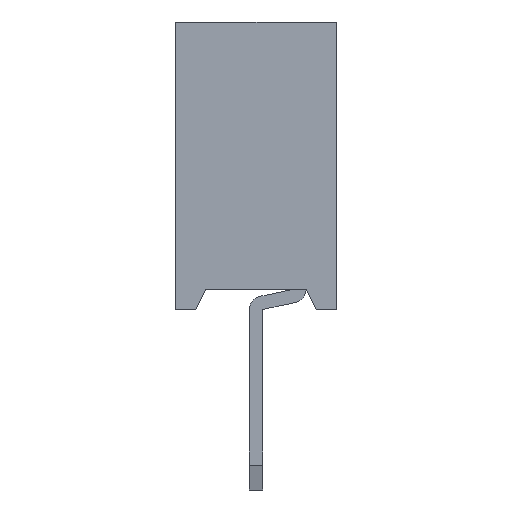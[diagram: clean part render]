
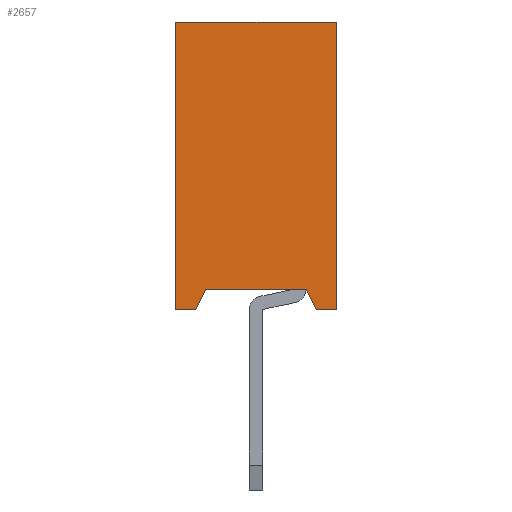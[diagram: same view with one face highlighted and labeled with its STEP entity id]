
A CAD part, left-side view. The second image highlights one B-rep face of the part: STEP entity #2657.
In plain terms, the highlighted planar face has unit normal (-1, 0, 0).
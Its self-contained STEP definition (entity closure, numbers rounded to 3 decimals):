
#2657=ADVANCED_FACE('',(#17902),#17904,.T.);
#17902=FACE_BOUND('',#17903,.T.);
#17903=EDGE_LOOP('',(#29303,#29304,#29305,#29306,#29307,#29308,#29309,#29310));
#17904=PLANE('',#17905);
#17905=AXIS2_PLACEMENT_3D('',#17906,#17907,#17908);
#17906=CARTESIAN_POINT('',(-1.,1.2,0.));
#17907=DIRECTION('',(-1.,0.,0.));
#17908=DIRECTION('',(0.,-1.,0.));
#29303=ORIENTED_EDGE('',*,*,#37978,.T.);
#29304=ORIENTED_EDGE('',*,*,#37543,.T.);
#29305=ORIENTED_EDGE('',*,*,#37979,.T.);
#29306=ORIENTED_EDGE('',*,*,#37980,.T.);
#29307=ORIENTED_EDGE('',*,*,#37981,.T.);
#29308=ORIENTED_EDGE('',*,*,#37982,.F.);
#29309=ORIENTED_EDGE('',*,*,#37983,.F.);
#29310=ORIENTED_EDGE('',*,*,#37931,.T.);
#37543=EDGE_CURVE('',#42237,#42235,#42238,.T.);
#37931=EDGE_CURVE('',#42977,#42975,#42978,.T.);
#37978=EDGE_CURVE('',#42975,#42237,#43031,.F.);
#37979=EDGE_CURVE('',#42235,#43032,#43033,.F.);
#37980=EDGE_CURVE('',#43032,#43034,#43035,.T.);
#37981=EDGE_CURVE('',#43034,#43036,#43037,.T.);
#37982=EDGE_CURVE('',#43038,#43036,#43039,.T.);
#37983=EDGE_CURVE('',#42977,#43038,#43040,.T.);
#42235=VERTEX_POINT('',#50078);
#42237=VERTEX_POINT('',#50082);
#42238=LINE('',#50083,#50084);
#42975=VERTEX_POINT('',#51594);
#42977=VERTEX_POINT('',#51598);
#42978=LINE('',#51599,#51600);
#43031=LINE('',#51746,#51747);
#43032=VERTEX_POINT('',#51749);
#43033=LINE('',#51750,#51751);
#43034=VERTEX_POINT('',#51753);
#43035=LINE('',#51754,#51755);
#43036=VERTEX_POINT('',#51757);
#43037=LINE('',#51758,#51759);
#43038=VERTEX_POINT('',#51761);
#43039=LINE('',#51762,#51763);
#43040=LINE('',#51765,#51766);
#50078=CARTESIAN_POINT('',(-1.,-0.75,0.3));
#50082=CARTESIAN_POINT('',(-1.,0.75,0.3));
#50083=CARTESIAN_POINT('',(-1.,0.75,0.3));
#50084=VECTOR('',#50085,1.);
#50085=DIRECTION('',(0.,-1.,0.));
#51594=CARTESIAN_POINT('',(-1.,0.9,0.));
#51598=CARTESIAN_POINT('',(-1.,1.2,0.));
#51599=CARTESIAN_POINT('',(-1.,1.2,0.));
#51600=VECTOR('',#51601,1.);
#51601=DIRECTION('',(0.,-1.,0.));
#51746=CARTESIAN_POINT('',(-1.,0.75,0.3));
#51747=VECTOR('',#51748,1.);
#51748=DIRECTION('',(0.,0.447,-0.894));
#51749=CARTESIAN_POINT('',(-1.,-0.9,0.));
#51750=CARTESIAN_POINT('',(-1.,-0.9,0.));
#51751=VECTOR('',#51752,1.);
#51752=DIRECTION('',(0.,0.447,0.894));
#51753=CARTESIAN_POINT('',(-1.,-1.2,0.));
#51754=CARTESIAN_POINT('',(-1.,-0.9,0.));
#51755=VECTOR('',#51756,1.);
#51756=DIRECTION('',(0.,-1.,0.));
#51757=CARTESIAN_POINT('',(-1.,-1.2,4.3));
#51758=CARTESIAN_POINT('',(-1.,-1.2,0.));
#51759=VECTOR('',#51760,1.);
#51760=DIRECTION('',(0.,0.,1.));
#51761=CARTESIAN_POINT('',(-1.,1.2,4.3));
#51762=CARTESIAN_POINT('',(-1.,1.2,4.3));
#51763=VECTOR('',#51764,1.);
#51764=DIRECTION('',(0.,-1.,0.));
#51765=CARTESIAN_POINT('',(-1.,1.2,0.));
#51766=VECTOR('',#51767,1.);
#51767=DIRECTION('',(0.,0.,1.));
